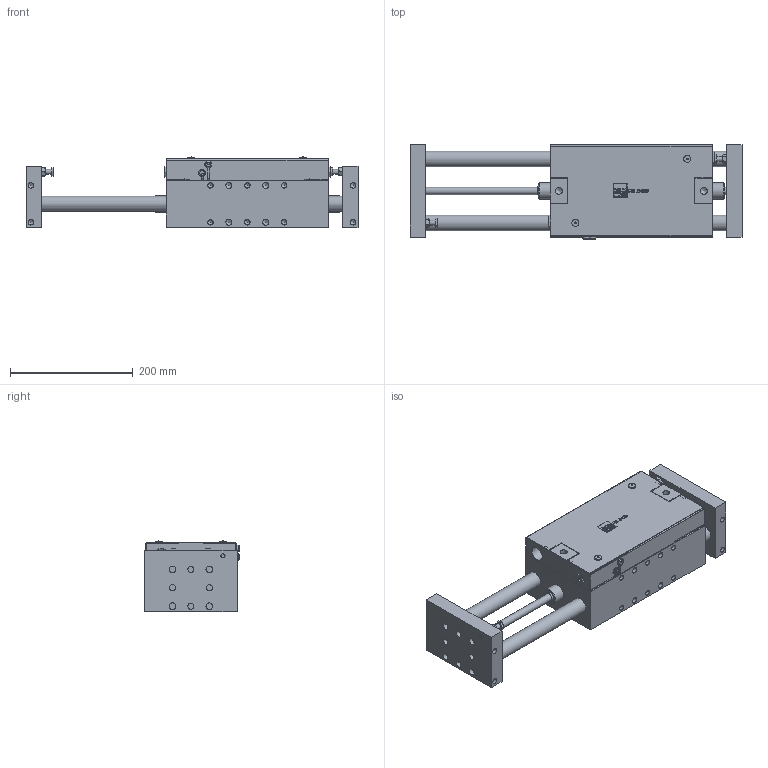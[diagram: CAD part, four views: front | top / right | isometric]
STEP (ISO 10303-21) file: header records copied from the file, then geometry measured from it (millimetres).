
FILE_DESCRIPTION((''),'2;1');
FILE_NAME('MSL5-180.stp','2012-10-01T14:21:31',('hartung_david'),(''),'Autodesk Inventor 2012','Autodesk Inventor 2012','');
FILE_SCHEMA(('AUTOMOTIVE_DESIGN { 1 0 10303 214 1 1 1 1 }'));
Length unit declared in the file: millimetre
Products named in the file (3): MSL5-180; MSL5-180-010; MSL5-180-020
Assembly tree (2 placements, depth 2):
  MSL5-180
    MSL5-180-010
    MSL5-180-020
Bounding box: 540 x 153.5 x 116.5 mm (x, y, z)
Volume: 5181739.9 mm3; surface area: 511149.7 mm2
Topology: 2 solids, 37 shells, 1190 faces, 3057 edges, 2025 vertices
Faces by surface type: plane 591, bspline 245, cylinder 226, cone 123, torus 5
Full cylindrical faces by diameter (mm): 3.7 x2, 4 x2, 4.917 x2, 6.5 x2, 6.917 x4, 7 x2, 8 x2, 8.376 x18, 8.5 x20, 8.8 x2, 8.917 x30, 9.5 x2, 10 x20, 11 x10, 11.4 x2, 11.445 x2, 11.5 x2, 12 x6, 13.6 x2, 14 x2, 15 x4, 17.4 x2, 18 x4, 19 x5, 20 x2, 23.376 x2, 25 x8, 27 x2, 38 x4, 39 x4
Entity records: 36411 total; most frequent: CARTESIAN_POINT 9648, ORIENTED_EDGE 5196, DIRECTION 4482, EDGE_CURVE 2598, VERTEX_POINT 1839, EDGE_LOOP 1665, AXIS2_PLACEMENT_3D 1502, VECTOR 1478
